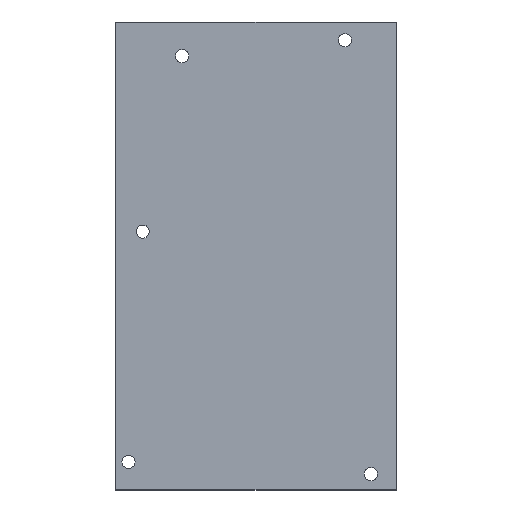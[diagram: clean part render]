
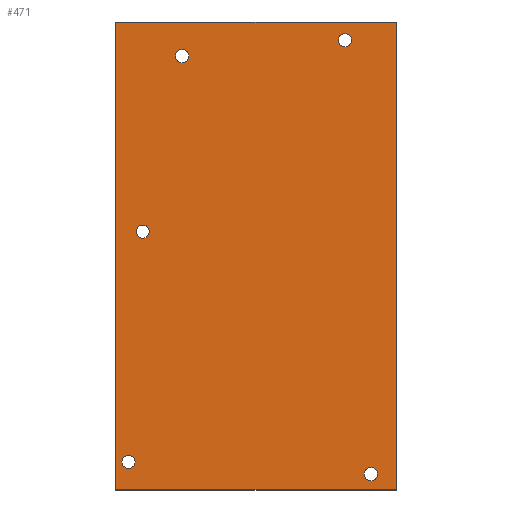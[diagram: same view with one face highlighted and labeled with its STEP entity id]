
A CAD part, top view. The second image highlights one B-rep face of the part: STEP entity #471.
In plain terms, the highlighted planar face has unit normal (0, 0, 1).
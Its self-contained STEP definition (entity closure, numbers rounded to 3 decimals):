
#49=CARTESIAN_POINT('Vertex',(0.,63.5,0.)) ;
#52=CARTESIAN_POINT('Line Origine',(19.05,63.5,0.)) ;
#56=CARTESIAN_POINT('Vertex',(38.1,63.5,0.)) ;
#87=CARTESIAN_POINT('Vertex',(0.,0.,0.)) ;
#90=CARTESIAN_POINT('Line Origine',(0.,31.75,0.)) ;
#118=CARTESIAN_POINT('Vertex',(38.1,0.,0.)) ;
#121=CARTESIAN_POINT('Line Origine',(19.05,0.,0.)) ;
#143=CARTESIAN_POINT('Line Origine',(38.1,31.75,0.)) ;
#164=CARTESIAN_POINT('Vertex',(0.864,3.81,0.)) ;
#169=CARTESIAN_POINT('Axis2P3D Location',(1.753,3.81,0.)) ;
#173=CARTESIAN_POINT('Vertex',(2.642,3.81,0.)) ;
#195=CARTESIAN_POINT('Axis2P3D Location',(1.753,3.81,0.)) ;
#221=CARTESIAN_POINT('Vertex',(2.794,35.052,0.)) ;
#226=CARTESIAN_POINT('Axis2P3D Location',(3.683,35.052,0.)) ;
#230=CARTESIAN_POINT('Vertex',(4.572,35.052,0.)) ;
#252=CARTESIAN_POINT('Axis2P3D Location',(3.683,35.052,0.)) ;
#278=CARTESIAN_POINT('Vertex',(8.128,58.877,0.)) ;
#283=CARTESIAN_POINT('Axis2P3D Location',(9.017,58.877,0.)) ;
#287=CARTESIAN_POINT('Vertex',(9.906,58.877,0.)) ;
#309=CARTESIAN_POINT('Axis2P3D Location',(9.017,58.877,0.)) ;
#335=CARTESIAN_POINT('Vertex',(30.226,61.036,0.)) ;
#340=CARTESIAN_POINT('Axis2P3D Location',(31.115,61.036,0.)) ;
#344=CARTESIAN_POINT('Vertex',(32.004,61.036,0.)) ;
#366=CARTESIAN_POINT('Axis2P3D Location',(31.115,61.036,0.)) ;
#392=CARTESIAN_POINT('Vertex',(33.757,2.159,0.)) ;
#397=CARTESIAN_POINT('Axis2P3D Location',(34.646,2.159,0.)) ;
#401=CARTESIAN_POINT('Vertex',(35.535,2.159,0.)) ;
#423=CARTESIAN_POINT('Axis2P3D Location',(34.646,2.159,0.)) ;
#440=CARTESIAN_POINT('Axis2P3D Location',(0.,0.,0.)) ;
#54=VECTOR('Line Direction',#53,1.) ;
#92=VECTOR('Line Direction',#91,1.) ;
#123=VECTOR('Line Direction',#122,1.) ;
#145=VECTOR('Line Direction',#144,1.) ;
#53=DIRECTION('Vector Direction',(1.,0.,0.)) ;
#91=DIRECTION('Vector Direction',(0.,1.,0.)) ;
#122=DIRECTION('Vector Direction',(-1.,0.,0.)) ;
#144=DIRECTION('Vector Direction',(0.,-1.,0.)) ;
#170=DIRECTION('Axis2P3D Direction',(0.,0.,1.)) ;
#196=DIRECTION('Axis2P3D Direction',(0.,0.,1.)) ;
#227=DIRECTION('Axis2P3D Direction',(0.,0.,1.)) ;
#253=DIRECTION('Axis2P3D Direction',(0.,0.,1.)) ;
#284=DIRECTION('Axis2P3D Direction',(0.,0.,1.)) ;
#310=DIRECTION('Axis2P3D Direction',(0.,0.,1.)) ;
#341=DIRECTION('Axis2P3D Direction',(0.,0.,1.)) ;
#367=DIRECTION('Axis2P3D Direction',(0.,0.,1.)) ;
#398=DIRECTION('Axis2P3D Direction',(0.,0.,1.)) ;
#424=DIRECTION('Axis2P3D Direction',(0.,0.,1.)) ;
#441=DIRECTION('Axis2P3D Direction',(0.,0.,1.)) ;
#442=DIRECTION('Axis2P3D XDirection',(1.,0.,0.)) ;
#171=AXIS2_PLACEMENT_3D('Circle Axis2P3D',#169,#170,$) ;
#197=AXIS2_PLACEMENT_3D('Circle Axis2P3D',#195,#196,$) ;
#228=AXIS2_PLACEMENT_3D('Circle Axis2P3D',#226,#227,$) ;
#254=AXIS2_PLACEMENT_3D('Circle Axis2P3D',#252,#253,$) ;
#285=AXIS2_PLACEMENT_3D('Circle Axis2P3D',#283,#284,$) ;
#311=AXIS2_PLACEMENT_3D('Circle Axis2P3D',#309,#310,$) ;
#342=AXIS2_PLACEMENT_3D('Circle Axis2P3D',#340,#341,$) ;
#368=AXIS2_PLACEMENT_3D('Circle Axis2P3D',#366,#367,$) ;
#399=AXIS2_PLACEMENT_3D('Circle Axis2P3D',#397,#398,$) ;
#425=AXIS2_PLACEMENT_3D('Circle Axis2P3D',#423,#424,$) ;
#443=AXIS2_PLACEMENT_3D('Plane Axis2P3D',#440,#441,#442) ;
#55=LINE('Line',#52,#54) ;
#93=LINE('Line',#90,#92) ;
#124=LINE('Line',#121,#123) ;
#146=LINE('Line',#143,#145) ;
#172=CIRCLE('generated circle',#171,0.889) ;
#198=CIRCLE('generated circle',#197,0.889) ;
#229=CIRCLE('generated circle',#228,0.889) ;
#255=CIRCLE('generated circle',#254,0.889) ;
#286=CIRCLE('generated circle',#285,0.889) ;
#312=CIRCLE('generated circle',#311,0.889) ;
#343=CIRCLE('generated circle',#342,0.889) ;
#369=CIRCLE('generated circle',#368,0.889) ;
#400=CIRCLE('generated circle',#399,0.889) ;
#426=CIRCLE('generated circle',#425,0.889) ;
#444=PLANE('',#443) ;
#454=FACE_BOUND('',#451,.T.) ;
#458=FACE_BOUND('',#455,.T.) ;
#462=FACE_BOUND('',#459,.T.) ;
#466=FACE_BOUND('',#463,.T.) ;
#470=FACE_BOUND('',#467,.T.) ;
#58=EDGE_CURVE('',#57,#50,#55,.F.) ;
#94=EDGE_CURVE('',#50,#88,#93,.F.) ;
#125=EDGE_CURVE('',#88,#119,#124,.F.) ;
#147=EDGE_CURVE('',#119,#57,#146,.F.) ;
#175=EDGE_CURVE('',#165,#174,#172,.T.) ;
#199=EDGE_CURVE('',#174,#165,#198,.T.) ;
#232=EDGE_CURVE('',#222,#231,#229,.T.) ;
#256=EDGE_CURVE('',#231,#222,#255,.T.) ;
#289=EDGE_CURVE('',#279,#288,#286,.T.) ;
#313=EDGE_CURVE('',#288,#279,#312,.T.) ;
#346=EDGE_CURVE('',#336,#345,#343,.T.) ;
#370=EDGE_CURVE('',#345,#336,#369,.T.) ;
#403=EDGE_CURVE('',#393,#402,#400,.T.) ;
#427=EDGE_CURVE('',#402,#393,#426,.T.) ;
#446=ORIENTED_EDGE('',*,*,#58,.T.) ;
#447=ORIENTED_EDGE('',*,*,#94,.T.) ;
#448=ORIENTED_EDGE('',*,*,#125,.T.) ;
#449=ORIENTED_EDGE('',*,*,#147,.T.) ;
#452=ORIENTED_EDGE('',*,*,#175,.F.) ;
#453=ORIENTED_EDGE('',*,*,#199,.F.) ;
#456=ORIENTED_EDGE('',*,*,#232,.F.) ;
#457=ORIENTED_EDGE('',*,*,#256,.F.) ;
#460=ORIENTED_EDGE('',*,*,#289,.F.) ;
#461=ORIENTED_EDGE('',*,*,#313,.F.) ;
#464=ORIENTED_EDGE('',*,*,#346,.F.) ;
#465=ORIENTED_EDGE('',*,*,#370,.F.) ;
#468=ORIENTED_EDGE('',*,*,#403,.F.) ;
#469=ORIENTED_EDGE('',*,*,#427,.F.) ;
#445=EDGE_LOOP('',(#446,#447,#448,#449)) ;
#451=EDGE_LOOP('',(#452,#453)) ;
#455=EDGE_LOOP('',(#456,#457)) ;
#459=EDGE_LOOP('',(#460,#461)) ;
#463=EDGE_LOOP('',(#464,#465)) ;
#467=EDGE_LOOP('',(#468,#469)) ;
#50=VERTEX_POINT('',#49) ;
#57=VERTEX_POINT('',#56) ;
#88=VERTEX_POINT('',#87) ;
#119=VERTEX_POINT('',#118) ;
#165=VERTEX_POINT('',#164) ;
#174=VERTEX_POINT('',#173) ;
#222=VERTEX_POINT('',#221) ;
#231=VERTEX_POINT('',#230) ;
#279=VERTEX_POINT('',#278) ;
#288=VERTEX_POINT('',#287) ;
#336=VERTEX_POINT('',#335) ;
#345=VERTEX_POINT('',#344) ;
#393=VERTEX_POINT('',#392) ;
#402=VERTEX_POINT('',#401) ;
#471=ADVANCED_FACE('PartBody',(#450,#454,#458,#462,#466,#470),#444,.T.) ;
#450=FACE_OUTER_BOUND('',#445,.T.) ;
